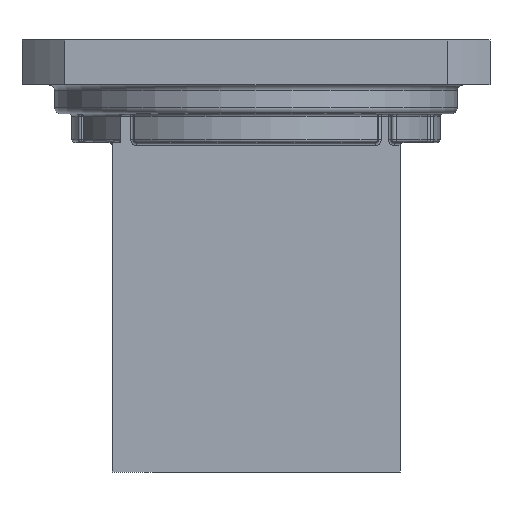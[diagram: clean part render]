
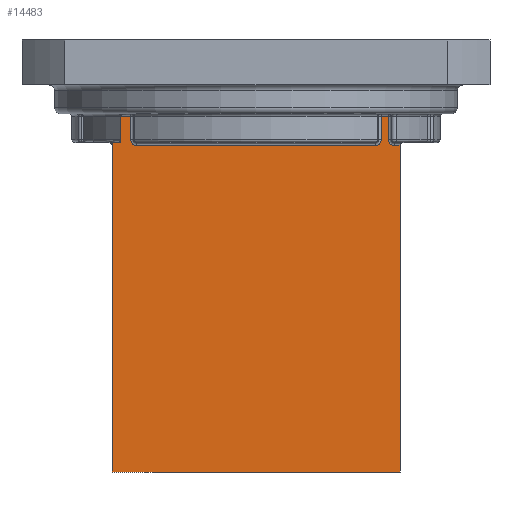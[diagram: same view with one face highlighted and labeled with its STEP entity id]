
A CAD part, front view. The second image highlights one B-rep face of the part: STEP entity #14483.
In plain terms, the highlighted planar face has unit normal (0, -1, 0).
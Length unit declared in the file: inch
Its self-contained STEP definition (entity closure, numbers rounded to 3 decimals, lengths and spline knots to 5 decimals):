
#99 = EDGE_CURVE ( 'NONE', #2709, #2590, #635, .T. ) ;
#243 = AXIS2_PLACEMENT_3D ( 'NONE', #6606, #757, #8599 ) ;
#372 = FACE_OUTER_BOUND ( 'NONE', #3526, .T. ) ;
#539 = LINE ( 'NONE', #13254, #11577 ) ;
#635 = LINE ( 'NONE', #4057, #18524 ) ;
#709 = ORIENTED_EDGE ( 'NONE', *, *, #10289, .T. ) ;
#757 = DIRECTION ( 'NONE',  ( 0., -1., 0. ) ) ;
#858 = DIRECTION ( 'NONE',  ( 1., 0., 0. ) ) ;
#866 = EDGE_CURVE ( 'NONE', #21409, #15478, #6883, .T. ) ;
#1331 = CARTESIAN_POINT ( 'NONE',  ( 0.46, -0.25, -1.5 ) ) ;
#1741 = EDGE_CURVE ( 'NONE', #17787, #8819, #13416, .T. ) ;
#1874 = LINE ( 'NONE', #3905, #12904 ) ;
#2020 = ORIENTED_EDGE ( 'NONE', *, *, #866, .T. ) ;
#2590 = VERTEX_POINT ( 'NONE', #23416 ) ;
#2709 = VERTEX_POINT ( 'NONE', #21149 ) ;
#2887 = VERTEX_POINT ( 'NONE', #14893 ) ;
#2931 = CARTESIAN_POINT ( 'NONE',  ( 0.425, -0.25, -0.266 ) ) ;
#3049 = CARTESIAN_POINT ( 'NONE',  ( -0.5, -0.25, -1.5 ) ) ;
#3137 = CARTESIAN_POINT ( 'NONE',  ( -0.435, -0.25, -0.346 ) ) ;
#3526 = EDGE_LOOP ( 'NONE', ( #4007, #5870, #3776, #23909, #2020, #4787, #24260, #8885, #4320, #15035, #18372, #5545, #13377, #19281, #709 ) ) ;
#3725 = DIRECTION ( 'NONE',  ( 0., 0., 1. ) ) ;
#3776 = ORIENTED_EDGE ( 'NONE', *, *, #11036, .F. ) ;
#3905 = CARTESIAN_POINT ( 'NONE',  ( -0.5, -0.25, -0.356 ) ) ;
#3987 = CARTESIAN_POINT ( 'NONE',  ( -0.415, -0.25, -0.366 ) ) ;
#4007 = ORIENTED_EDGE ( 'NONE', *, *, #99, .T. ) ;
#4042 = VERTEX_POINT ( 'NONE', #20527 ) ;
#4057 = CARTESIAN_POINT ( 'NONE',  ( 0.5, -0.25, -1.5 ) ) ;
#4087 = EDGE_CURVE ( 'NONE', #15478, #4042, #539, .T. ) ;
#4100 = CIRCLE ( 'NONE', #9334, 0.02 ) ;
#4320 = ORIENTED_EDGE ( 'NONE', *, *, #5520, .F. ) ;
#4382 = VECTOR ( 'NONE', #5068, 39.37008 ) ;
#4387 = VERTEX_POINT ( 'NONE', #21543 ) ;
#4490 = VECTOR ( 'NONE', #6002, 39.37008 ) ;
#4787 = ORIENTED_EDGE ( 'NONE', *, *, #4087, .T. ) ;
#5050 = DIRECTION ( 'NONE',  ( 0., -1., 0. ) ) ;
#5068 = DIRECTION ( 'NONE',  ( 0., 0., 1. ) ) ;
#5253 = CARTESIAN_POINT ( 'NONE',  ( -0.5, -0.25, -0.356 ) ) ;
#5520 = EDGE_CURVE ( 'NONE', #24037, #24240, #7801, .T. ) ;
#5545 = ORIENTED_EDGE ( 'NONE', *, *, #1741, .F. ) ;
#5801 = CARTESIAN_POINT ( 'NONE',  ( 0.48, -0.25, -0.346 ) ) ;
#5870 = ORIENTED_EDGE ( 'NONE', *, *, #6540, .T. ) ;
#6002 = DIRECTION ( 'NONE',  ( 0., 0., 1. ) ) ;
#6034 = AXIS2_PLACEMENT_3D ( 'NONE', #23767, #12091, #16289 ) ;
#6540 = EDGE_CURVE ( 'NONE', #2590, #2887, #15882, .T. ) ;
#6606 = CARTESIAN_POINT ( 'NONE',  ( -0.415, -0.25, -0.346 ) ) ;
#6883 = LINE ( 'NONE', #2931, #20278 ) ;
#7801 = CIRCLE ( 'NONE', #243, 0.02 ) ;
#7898 = DIRECTION ( 'NONE',  ( 1., 0., 0. ) ) ;
#7935 = CARTESIAN_POINT ( 'NONE',  ( -0.47, -0.25, -0.266 ) ) ;
#8353 = PLANE ( 'NONE',  #6034 ) ;
#8433 = LINE ( 'NONE', #24712, #22164 ) ;
#8599 = DIRECTION ( 'NONE',  ( 0., 0., -1. ) ) ;
#8819 = VERTEX_POINT ( 'NONE', #7935 ) ;
#8885 = ORIENTED_EDGE ( 'NONE', *, *, #13680, .T. ) ;
#9033 = CARTESIAN_POINT ( 'NONE',  ( -0.425, -0.25, -0.366 ) ) ;
#9085 = CARTESIAN_POINT ( 'NONE',  ( -0.47, -0.25, -0.59738 ) ) ;
#9334 = AXIS2_PLACEMENT_3D ( 'NONE', #16653, #5050, #16734 ) ;
#10083 = LINE ( 'NONE', #13950, #18700 ) ;
#10289 = EDGE_CURVE ( 'NONE', #19834, #2709, #10083, .T. ) ;
#10896 = CARTESIAN_POINT ( 'NONE',  ( 0.435, -0.25, -0.266 ) ) ;
#10998 = EDGE_CURVE ( 'NONE', #24037, #12407, #23451, .T. ) ;
#11036 = EDGE_CURVE ( 'NONE', #18851, #2887, #12722, .T. ) ;
#11279 = CARTESIAN_POINT ( 'NONE',  ( 0.47, -0.25, -0.366 ) ) ;
#11374 = DIRECTION ( 'NONE',  ( 0., 0., -1. ) ) ;
#11577 = VECTOR ( 'NONE', #11374, 39.37008 ) ;
#12091 = DIRECTION ( 'NONE',  ( 0., -1., 0. ) ) ;
#12407 = VERTEX_POINT ( 'NONE', #24044 ) ;
#12584 = DIRECTION ( 'NONE',  ( 0., 0., 1. ) ) ;
#12722 = CIRCLE ( 'NONE', #21711, 0.02 ) ;
#12904 = VECTOR ( 'NONE', #7898, 39.37008 ) ;
#13011 = VERTEX_POINT ( 'NONE', #5253 ) ;
#13123 = CARTESIAN_POINT ( 'NONE',  ( -0.47, -0.25, -0.266 ) ) ;
#13254 = CARTESIAN_POINT ( 'NONE',  ( 0.435, -0.25, -1.5 ) ) ;
#13377 = ORIENTED_EDGE ( 'NONE', *, *, #17923, .F. ) ;
#13416 = LINE ( 'NONE', #9085, #4490 ) ;
#13680 = EDGE_CURVE ( 'NONE', #4387, #24240, #20716, .T. ) ;
#13804 = CARTESIAN_POINT ( 'NONE',  ( 0.46, -0.25, -0.346 ) ) ;
#13950 = CARTESIAN_POINT ( 'NONE',  ( -0.5, -0.25, -1.5 ) ) ;
#14131 = VECTOR ( 'NONE', #21034, 39.37008 ) ;
#14415 = LINE ( 'NONE', #13123, #14131 ) ;
#14483 = ADVANCED_FACE ( 'NONE', ( #372 ), #8353, .T. ) ;
#14741 = CARTESIAN_POINT ( 'NONE',  ( -0.435, -0.25, -1.5 ) ) ;
#14893 = CARTESIAN_POINT ( 'NONE',  ( 0.48, -0.25, -0.366 ) ) ;
#15035 = ORIENTED_EDGE ( 'NONE', *, *, #10998, .T. ) ;
#15478 = VERTEX_POINT ( 'NONE', #10896 ) ;
#15882 = LINE ( 'NONE', #11279, #22410 ) ;
#16289 = DIRECTION ( 'NONE',  ( 0., 0., -1. ) ) ;
#16653 = CARTESIAN_POINT ( 'NONE',  ( 0.415, -0.25, -0.346 ) ) ;
#16726 = DIRECTION ( 'NONE',  ( -1., 0., 0. ) ) ;
#16734 = DIRECTION ( 'NONE',  ( 0., 0., -1. ) ) ;
#17159 = DIRECTION ( 'NONE',  ( 0., 0., -1. ) ) ;
#17353 = EDGE_CURVE ( 'NONE', #12407, #8819, #14415, .T. ) ;
#17787 = VERTEX_POINT ( 'NONE', #18719 ) ;
#17923 = EDGE_CURVE ( 'NONE', #13011, #17787, #1874, .T. ) ;
#18122 = VECTOR ( 'NONE', #12584, 39.37008 ) ;
#18275 = EDGE_CURVE ( 'NONE', #19834, #13011, #8433, .T. ) ;
#18372 = ORIENTED_EDGE ( 'NONE', *, *, #17353, .T. ) ;
#18524 = VECTOR ( 'NONE', #3725, 39.37008 ) ;
#18700 = VECTOR ( 'NONE', #858, 39.37008 ) ;
#18719 = CARTESIAN_POINT ( 'NONE',  ( -0.47, -0.25, -0.356 ) ) ;
#18851 = VERTEX_POINT ( 'NONE', #13804 ) ;
#19281 = ORIENTED_EDGE ( 'NONE', *, *, #18275, .F. ) ;
#19481 = CARTESIAN_POINT ( 'NONE',  ( 0.46, -0.25, -0.266 ) ) ;
#19834 = VERTEX_POINT ( 'NONE', #3049 ) ;
#20114 = VECTOR ( 'NONE', #20453, 39.37008 ) ;
#20278 = VECTOR ( 'NONE', #24125, 39.37008 ) ;
#20453 = DIRECTION ( 'NONE',  ( -1., 0., 0. ) ) ;
#20527 = CARTESIAN_POINT ( 'NONE',  ( 0.435, -0.25, -0.346 ) ) ;
#20716 = LINE ( 'NONE', #9033, #20114 ) ;
#20955 = DIRECTION ( 'NONE',  ( 0., 0., 1. ) ) ;
#20964 = DIRECTION ( 'NONE',  ( 0., -1., 0. ) ) ;
#21034 = DIRECTION ( 'NONE',  ( -1., 0., 0. ) ) ;
#21149 = CARTESIAN_POINT ( 'NONE',  ( 0.5, -0.25, -1.5 ) ) ;
#21409 = VERTEX_POINT ( 'NONE', #19481 ) ;
#21543 = CARTESIAN_POINT ( 'NONE',  ( 0.415, -0.25, -0.366 ) ) ;
#21711 = AXIS2_PLACEMENT_3D ( 'NONE', #5801, #20964, #17159 ) ;
#22164 = VECTOR ( 'NONE', #20955, 39.37008 ) ;
#22313 = EDGE_CURVE ( 'NONE', #18851, #21409, #23203, .T. ) ;
#22410 = VECTOR ( 'NONE', #16726, 39.37008 ) ;
#23203 = LINE ( 'NONE', #1331, #18122 ) ;
#23416 = CARTESIAN_POINT ( 'NONE',  ( 0.5, -0.25, -0.366 ) ) ;
#23451 = LINE ( 'NONE', #14741, #4382 ) ;
#23767 = CARTESIAN_POINT ( 'NONE',  ( -0.5, -0.25, -1.5 ) ) ;
#23909 = ORIENTED_EDGE ( 'NONE', *, *, #22313, .T. ) ;
#24037 = VERTEX_POINT ( 'NONE', #3137 ) ;
#24044 = CARTESIAN_POINT ( 'NONE',  ( -0.435, -0.25, -0.266 ) ) ;
#24125 = DIRECTION ( 'NONE',  ( -1., 0., 0. ) ) ;
#24240 = VERTEX_POINT ( 'NONE', #3987 ) ;
#24260 = ORIENTED_EDGE ( 'NONE', *, *, #24604, .F. ) ;
#24604 = EDGE_CURVE ( 'NONE', #4387, #4042, #4100, .T. ) ;
#24712 = CARTESIAN_POINT ( 'NONE',  ( -0.5, -0.25, -1.5 ) ) ;
